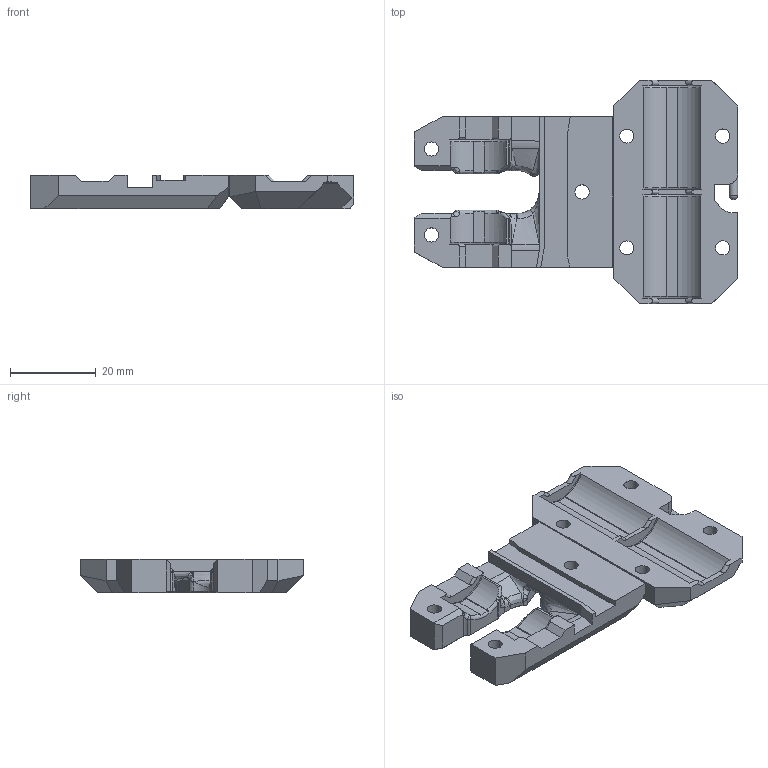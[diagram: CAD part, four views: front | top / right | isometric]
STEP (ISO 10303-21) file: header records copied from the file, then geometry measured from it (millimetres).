
FILE_DESCRIPTION(/* description */ (''),/* implementation_level */ '2;1');
FILE_NAME(/* name */ 'x_carriage_back_mk3_larger_cable.step',/* time_stamp */ '2020-05-11T10:35:55+02:00',/* author */ (''),/* organization */ (''),/* preprocessor_version */ 'ST-DEVELOPER v18.1',/* originating_system */ 'Autodesk Translation Framework v9.2.0.1227',/* authorisation */ '');
FILE_SCHEMA (('AUTOMOTIVE_DESIGN { 1 0 10303 214 3 1 1 }'));
Length unit declared in the file: millimetre
Products named in the file (1): x_carriage_back_mk3_larger_cable
Bounding box: 75.2 x 52 x 7.8 mm (x, y, z)
Volume: 15235.4 mm3; surface area: 9151.1 mm2
Topology: 2 solids, 17 shells, 531 faces, 1381 edges, 873 vertices
Faces by surface type: plane 359, cylinder 64, cone 56, bspline 45, torus 4, sphere 3
Full cylindrical faces by diameter (mm): 3.25 x2, 3.3 x5, 5.8 x3
Entity records: 17525 total; most frequent: CARTESIAN_POINT 4997, ORIENTED_EDGE 2748, DIRECTION 2380, EDGE_CURVE 1374, LINE 918, VECTOR 918, VERTEX_POINT 873, AXIS2_PLACEMENT_3D 731
